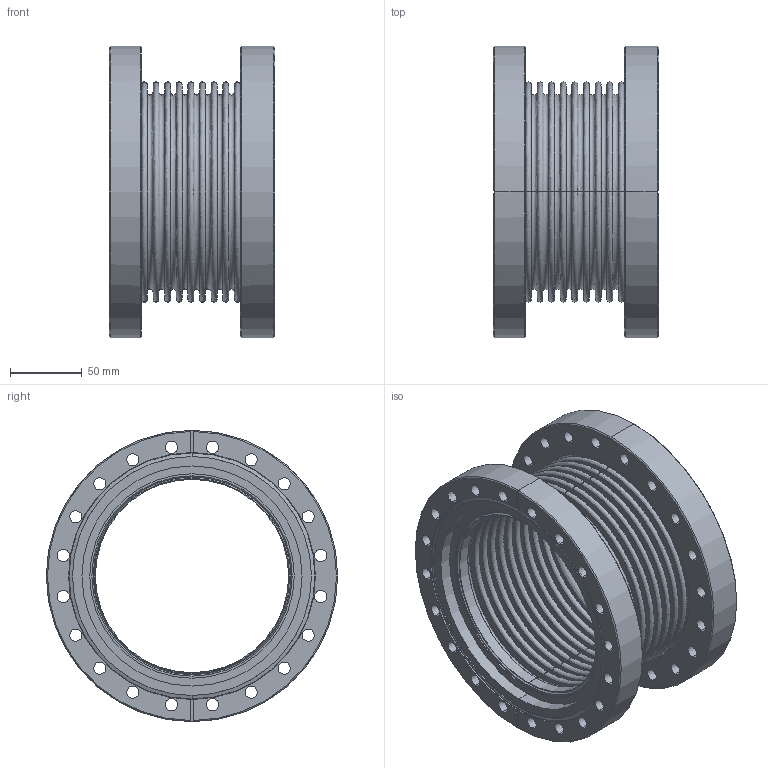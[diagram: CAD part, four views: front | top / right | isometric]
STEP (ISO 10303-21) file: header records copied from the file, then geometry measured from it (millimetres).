
FILE_DESCRIPTION( (''), '2;1');
FILE_NAME ('CAD708.5560.CF203-K_29932.stp','2017-05-12T11:42:41',(''),(''),'spGate 12.6.6','','');
FILE_SCHEMA (('AUTOMOTIVE_DESIGN'));
Length unit declared in the file: millimetre
Products named in the file (5): Assembly; CF203-1; CF203-2; CF203-3-1; CF203-3-2
Assembly tree (4 placements, depth 2):
  Assembly
    CF203-1
    CF203-2
    CF203-3-1
    CF203-3-2
Bounding box: 115 x 202.4 x 202.4 mm (x, y, z)
Volume: 658975.1 mm3; surface area: 383985.8 mm2
Topology: 4 solids, 4 shells, 293 faces, 730 edges, 490 vertices
Faces by surface type: bspline 114, cylinder 110, plane 69
Entity records: 17108 total; most frequent: CARTESIAN_POINT 4449, ORIENTED_EDGE 1460, DIRECTION 1350, COLOUR_RGB 1027, PRESENTATION_STYLE_ASSIGNMENT 1027, STYLED_ITEM 1027, EDGE_CURVE 730, DRAUGHTING_PRE_DEFINED_CURVE_FONT 730
